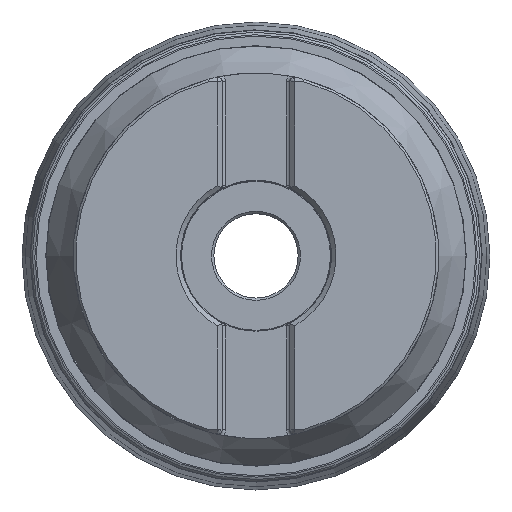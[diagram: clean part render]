
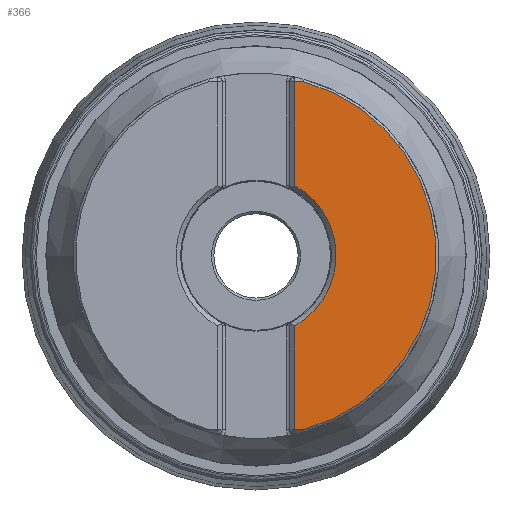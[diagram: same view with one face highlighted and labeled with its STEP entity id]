
A CAD part, top view. The second image highlights one B-rep face of the part: STEP entity #366.
In plain terms, the highlighted planar face has unit normal (0, 0, 1).
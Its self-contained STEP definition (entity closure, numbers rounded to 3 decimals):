
#163=PLANE('',#1989);
#182=FACE_OUTER_BOUND('',#811,.T.);
#366=ADVANCED_FACE('',(#182),#163,.F.);
#517=LINE('',#2997,#569);
#518=LINE('',#3002,#570);
#519=LINE('',#3004,#571);
#520=LINE('',#3008,#572);
#569=VECTOR('',#2281,1.);
#570=VECTOR('',#2284,1.);
#571=VECTOR('',#2285,1.);
#572=VECTOR('',#2288,1.);
#811=EDGE_LOOP('',(#991,#992,#993,#994,#995,#996));
#991=ORIENTED_EDGE('',*,*,#1479,.F.);
#992=ORIENTED_EDGE('',*,*,#1480,.T.);
#993=ORIENTED_EDGE('',*,*,#1481,.F.);
#994=ORIENTED_EDGE('',*,*,#1482,.F.);
#995=ORIENTED_EDGE('',*,*,#1483,.T.);
#996=ORIENTED_EDGE('',*,*,#1484,.F.);
#1339=VERTEX_POINT('',#2998);
#1340=VERTEX_POINT('',#2999);
#1341=VERTEX_POINT('',#3001);
#1342=VERTEX_POINT('',#3003);
#1343=VERTEX_POINT('',#3005);
#1344=VERTEX_POINT('',#3007);
#1479=EDGE_CURVE('',#1339,#1340,#517,.T.);
#1480=EDGE_CURVE('',#1339,#1341,#1669,.T.);
#1481=EDGE_CURVE('',#1342,#1341,#518,.T.);
#1482=EDGE_CURVE('',#1343,#1342,#519,.T.);
#1483=EDGE_CURVE('',#1343,#1344,#1670,.T.);
#1484=EDGE_CURVE('',#1340,#1344,#520,.T.);
#1669=CIRCLE('',#1987,38.5);
#1670=CIRCLE('',#1988,17.099);
#1987=AXIS2_PLACEMENT_3D('',#3000,#2282,#2283);
#1988=AXIS2_PLACEMENT_3D('',#3006,#2286,#2287);
#1989=AXIS2_PLACEMENT_3D('',#3009,#2289,#2290);
#2281=DIRECTION('',(-1.,0.,0.));
#2282=DIRECTION('',(0.,0.,1.));
#2283=DIRECTION('',(-1.,0.,0.));
#2284=DIRECTION('',(1.,0.,0.));
#2285=DIRECTION('',(0.,1.,0.));
#2286=DIRECTION('',(0.,0.,-1.));
#2287=DIRECTION('',(-1.,0.,0.));
#2288=DIRECTION('',(0.,1.,0.));
#2289=DIRECTION('',(0.,0.,-1.));
#2290=DIRECTION('',(-1.,0.,0.));
#2997=CARTESIAN_POINT('',(8.227,-37.122,0.));
#2998=CARTESIAN_POINT('',(10.207,-37.122,0.));
#2999=CARTESIAN_POINT('',(8.228,-37.122,0.));
#3000=CARTESIAN_POINT('',(0.,0.,0.));
#3001=CARTESIAN_POINT('',(10.207,37.122,0.));
#3002=CARTESIAN_POINT('',(8.227,37.122,0.));
#3003=CARTESIAN_POINT('',(8.228,37.122,0.));
#3004=CARTESIAN_POINT('',(8.228,-37.122,0.));
#3005=CARTESIAN_POINT('',(8.228,14.989,0.));
#3006=CARTESIAN_POINT('',(0.,0.,0.));
#3007=CARTESIAN_POINT('',(8.228,-14.989,0.));
#3008=CARTESIAN_POINT('',(8.228,-37.122,0.));
#3009=CARTESIAN_POINT('',(0.,0.,0.));
